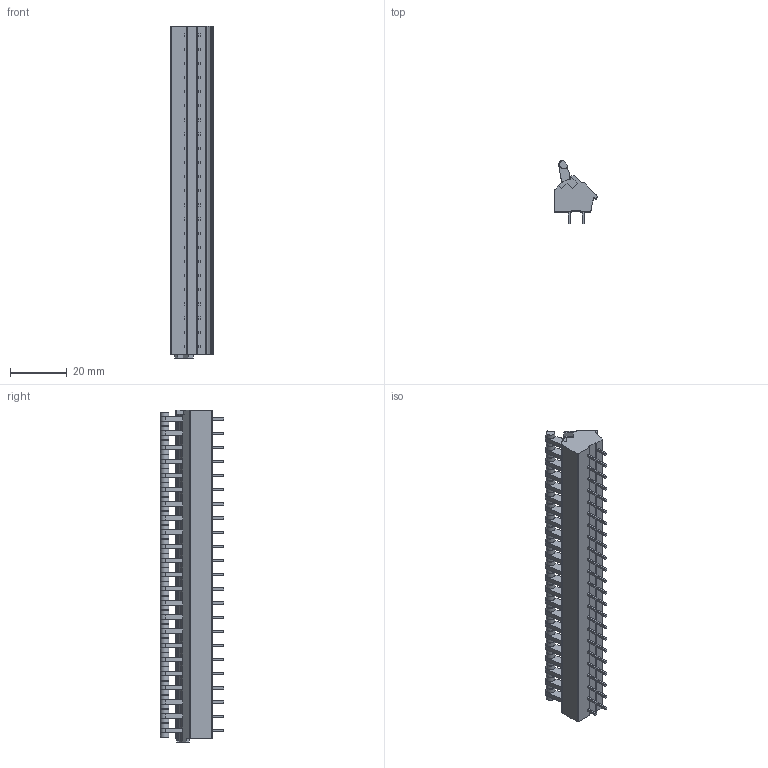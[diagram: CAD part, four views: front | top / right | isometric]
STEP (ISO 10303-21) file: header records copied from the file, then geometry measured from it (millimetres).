
FILE_DESCRIPTION((''),'2;1');
FILE_NAME('PRT0001','2024-10-15T10:08:52',('tluser'),(''),'CREO PARAMETRIC BY PTC INC, 2018100','CREO PARAMETRIC BY PTC INC, 2018100','');
FILE_SCHEMA(('CONFIG_CONTROL_DESIGN'));
Products named in the file (1): PRT0001
Bounding box: 15 x 22.27 x 117.3 mm (x, y, z)
Volume: 15927.4 mm3; surface area: 9907.9 mm2
Topology: 1 solids, 1 shells, 1727 faces, 4301 edges, 2645 vertices
Faces by surface type: plane 769, cylinder 728, bspline 115, sphere 46, torus 46, cone 23
Entity records: 61318 total; most frequent: CARTESIAN_POINT 20702, ORIENTED_EDGE 8602, DIRECTION 8291, EDGE_CURVE 4301, AXIS2_PLACEMENT_3D 2792, VECTOR 2707, LINE 2707, VERTEX_POINT 2645
